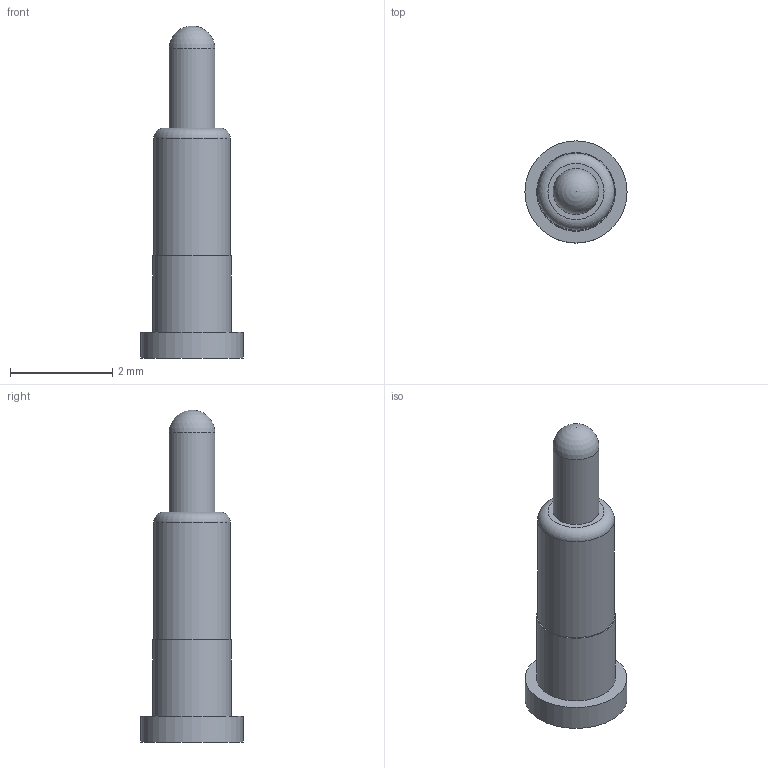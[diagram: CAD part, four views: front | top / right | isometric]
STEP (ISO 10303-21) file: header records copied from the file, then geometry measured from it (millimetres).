
FILE_DESCRIPTION(('FreeCAD Model'),'2;1');
FILE_NAME('Open CASCADE Shape Model','2023-03-03T15:20:35',(''),(''), 'Open CASCADE STEP processor 7.6','FreeCAD','Unknown');
FILE_SCHEMA(('AUTOMOTIVE_DESIGN { 1 0 10303 214 1 1 1 1 }'));
Length unit declared in the file: millimetre
Products named in the file (1): Body
Bounding box: 2 x 2 x 6.5 mm (x, y, z)
Volume: 9.9 mm3; surface area: 33.1 mm2
Topology: 1 solids, 1 shells, 10 faces, 16 edges, 10 vertices
Faces by surface type: cylinder 4, plane 4, sphere 1, torus 1
Full cylindrical faces by diameter (mm): 0.9 x1, 1.5 x1, 1.54 x1, 2 x1
Entity records: 447 total; most frequent: DIRECTION 78, CARTESIAN_POINT 66, ORIENTED_EDGE 30, PCURVE 30, DEFINITIONAL_REPRESENTATION 30, LINE 27, VECTOR 27, AXIS2_PLACEMENT_3D 22
